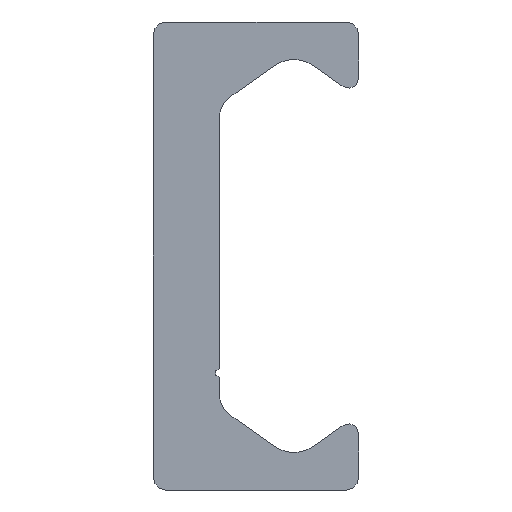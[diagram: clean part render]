
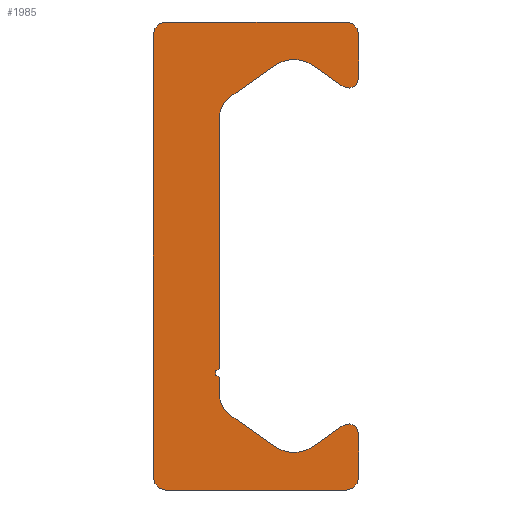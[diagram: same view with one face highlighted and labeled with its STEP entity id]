
A CAD part, left-side view. The second image highlights one B-rep face of the part: STEP entity #1985.
In plain terms, the highlighted planar face has unit normal (-1, 0, 0).
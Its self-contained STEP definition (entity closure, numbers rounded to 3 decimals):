
#1172=CARTESIAN_POINT('',(0.0,5.4,-14.));
#1173=VERTEX_POINT('',#1172);
#1180=CARTESIAN_POINT('',(0.0,6.15,-13.25));
#1181=VERTEX_POINT('',#1180);
#1182=CARTESIAN_POINT('',(0.0,5.4,-13.25));
#1183=DIRECTION('',(1.0,0.0,0.0));
#1184=DIRECTION('',(0.0,0.0,-1.0));
#1185=AXIS2_PLACEMENT_3D('',#1182,#1183,#1184);
#1186=CIRCLE('',#1185,0.75);
#1187=EDGE_CURVE('',#1173,#1181,#1186,.T.);
#1211=CARTESIAN_POINT('',(0.0,-5.4,-14.));
#1212=VERTEX_POINT('',#1211);
#1219=CARTESIAN_POINT('',(0.0,-5.4,-14.));
#1220=DIRECTION('',(0.0,1.0,0.0));
#1221=VECTOR('',#1220,10.8);
#1222=LINE('',#1219,#1221);
#1223=EDGE_CURVE('',#1212,#1173,#1222,.T.);
#1243=CARTESIAN_POINT('',(0.0,-6.15,-13.25));
#1244=VERTEX_POINT('',#1243);
#1251=CARTESIAN_POINT('',(0.0,-5.4,-13.25));
#1252=DIRECTION('',(1.0,0.0,0.0));
#1253=DIRECTION('',(0.0,-1.0,0.0));
#1254=AXIS2_PLACEMENT_3D('',#1251,#1252,#1253);
#1255=CIRCLE('',#1254,0.75);
#1256=EDGE_CURVE('',#1244,#1212,#1255,.T.);
#1275=CARTESIAN_POINT('',(0.0,-6.15,-10.63));
#1276=VERTEX_POINT('',#1275);
#1283=CARTESIAN_POINT('',(0.0,-6.15,-10.63));
#1284=DIRECTION('',(0.0,0.0,-1.0));
#1285=VECTOR('',#1284,2.62);
#1286=LINE('',#1283,#1285);
#1287=EDGE_CURVE('',#1276,#1244,#1286,.T.);
#1307=CARTESIAN_POINT('',(0.0,-5.206,-10.139));
#1308=VERTEX_POINT('',#1307);
#1315=CARTESIAN_POINT('',(0.0,-5.55,-10.63));
#1316=DIRECTION('',(1.0,0.0,0.0));
#1317=DIRECTION('',(0.0,0.574,0.819));
#1318=AXIS2_PLACEMENT_3D('',#1315,#1316,#1317);
#1319=CIRCLE('',#1318,0.6);
#1320=EDGE_CURVE('',#1308,#1276,#1319,.T.);
#1339=CARTESIAN_POINT('',(0.0,-3.417,-11.391));
#1340=VERTEX_POINT('',#1339);
#1347=CARTESIAN_POINT('',(0.0,-3.417,-11.391));
#1348=DIRECTION('',(0.0,-0.819,0.574));
#1349=VECTOR('',#1348,2.184);
#1350=LINE('',#1347,#1349);
#1351=EDGE_CURVE('',#1340,#1308,#1350,.T.);
#1371=CARTESIAN_POINT('',(0.0,-1.123,-11.391));
#1372=VERTEX_POINT('',#1371);
#1379=CARTESIAN_POINT('',(0.0,-2.27,-9.753));
#1380=DIRECTION('',(-1.0,0.0,0.0));
#1381=DIRECTION('',(0.0,0.574,0.819));
#1382=AXIS2_PLACEMENT_3D('',#1379,#1380,#1381);
#1383=CIRCLE('',#1382,2.0);
#1384=EDGE_CURVE('',#1372,#1340,#1383,.T.);
#1403=CARTESIAN_POINT('',(0.0,1.56,-9.512));
#1404=VERTEX_POINT('',#1403);
#1411=CARTESIAN_POINT('',(0.0,1.56,-9.512));
#1412=DIRECTION('',(0.0,-0.819,-0.574));
#1413=VECTOR('',#1412,3.276);
#1414=LINE('',#1411,#1413);
#1415=EDGE_CURVE('',#1404,#1372,#1414,.T.);
#1435=CARTESIAN_POINT('',(0.0,2.2,-8.283));
#1436=VERTEX_POINT('',#1435);
#1443=CARTESIAN_POINT('',(0.0,0.7,-8.283));
#1444=DIRECTION('',(-1.0,0.0,0.0));
#1445=DIRECTION('',(0.0,-0.574,0.819));
#1446=AXIS2_PLACEMENT_3D('',#1443,#1444,#1445);
#1447=CIRCLE('',#1446,1.5);
#1448=EDGE_CURVE('',#1436,#1404,#1447,.T.);
#1467=CARTESIAN_POINT('',(0.0,2.2,-7.25));
#1468=VERTEX_POINT('',#1467);
#1475=CARTESIAN_POINT('',(0.0,2.2,-7.25));
#1476=DIRECTION('',(0.0,0.0,-1.0));
#1477=VECTOR('',#1476,1.033);
#1478=LINE('',#1475,#1477);
#1479=EDGE_CURVE('',#1468,#1436,#1478,.T.);
#1499=CARTESIAN_POINT('',(0.0,2.2,-6.75));
#1500=VERTEX_POINT('',#1499);
#1507=CARTESIAN_POINT('',(0.0,2.2,-7.));
#1508=DIRECTION('',(-1.0,0.0,0.0));
#1509=DIRECTION('',(0.0,0.0,1.0));
#1510=AXIS2_PLACEMENT_3D('',#1507,#1508,#1509);
#1511=CIRCLE('',#1510,0.25);
#1512=EDGE_CURVE('',#1500,#1468,#1511,.T.);
#1531=CARTESIAN_POINT('',(0.0,2.2,8.283));
#1532=VERTEX_POINT('',#1531);
#1539=CARTESIAN_POINT('',(0.0,2.2,8.283));
#1540=DIRECTION('',(0.0,0.0,-1.0));
#1541=VECTOR('',#1540,15.033);
#1542=LINE('',#1539,#1541);
#1543=EDGE_CURVE('',#1532,#1500,#1542,.T.);
#1611=CARTESIAN_POINT('',(0.0,1.56,9.512));
#1612=VERTEX_POINT('',#1611);
#1619=CARTESIAN_POINT('',(0.0,0.7,8.283));
#1620=DIRECTION('',(-1.0,0.0,0.0));
#1621=DIRECTION('',(0.0,-1.0,0.0));
#1622=AXIS2_PLACEMENT_3D('',#1619,#1620,#1621);
#1623=CIRCLE('',#1622,1.5);
#1624=EDGE_CURVE('',#1612,#1532,#1623,.T.);
#1643=CARTESIAN_POINT('',(0.0,-1.123,11.391));
#1644=VERTEX_POINT('',#1643);
#1651=CARTESIAN_POINT('',(0.0,-1.123,11.391));
#1652=DIRECTION('',(0.0,0.819,-0.574));
#1653=VECTOR('',#1652,3.276);
#1654=LINE('',#1651,#1653);
#1655=EDGE_CURVE('',#1644,#1612,#1654,.T.);
#1675=CARTESIAN_POINT('',(0.0,-3.417,11.391));
#1676=VERTEX_POINT('',#1675);
#1683=CARTESIAN_POINT('',(0.0,-2.27,9.753));
#1684=DIRECTION('',(-1.0,0.0,0.0));
#1685=DIRECTION('',(0.0,-0.574,-0.819));
#1686=AXIS2_PLACEMENT_3D('',#1683,#1684,#1685);
#1687=CIRCLE('',#1686,2.0);
#1688=EDGE_CURVE('',#1676,#1644,#1687,.T.);
#1707=CARTESIAN_POINT('',(0.0,-5.206,10.139));
#1708=VERTEX_POINT('',#1707);
#1715=CARTESIAN_POINT('',(0.0,-5.206,10.139));
#1716=DIRECTION('',(0.0,0.819,0.574));
#1717=VECTOR('',#1716,2.184);
#1718=LINE('',#1715,#1717);
#1719=EDGE_CURVE('',#1708,#1676,#1718,.T.);
#1739=CARTESIAN_POINT('',(0.0,-6.15,10.63));
#1740=VERTEX_POINT('',#1739);
#1747=CARTESIAN_POINT('',(0.0,-5.55,10.63));
#1748=DIRECTION('',(1.0,0.0,0.0));
#1749=DIRECTION('',(0.0,-1.0,0.0));
#1750=AXIS2_PLACEMENT_3D('',#1747,#1748,#1749);
#1751=CIRCLE('',#1750,0.6);
#1752=EDGE_CURVE('',#1740,#1708,#1751,.T.);
#1771=CARTESIAN_POINT('',(0.0,-6.15,13.25));
#1772=VERTEX_POINT('',#1771);
#1779=CARTESIAN_POINT('',(0.0,-6.15,13.25));
#1780=DIRECTION('',(0.0,0.0,-1.0));
#1781=VECTOR('',#1780,2.62);
#1782=LINE('',#1779,#1781);
#1783=EDGE_CURVE('',#1772,#1740,#1782,.T.);
#1803=CARTESIAN_POINT('',(0.0,-5.4,14.));
#1804=VERTEX_POINT('',#1803);
#1811=CARTESIAN_POINT('',(0.0,-5.4,13.25));
#1812=DIRECTION('',(1.0,0.0,0.0));
#1813=DIRECTION('',(0.0,0.0,1.0));
#1814=AXIS2_PLACEMENT_3D('',#1811,#1812,#1813);
#1815=CIRCLE('',#1814,0.75);
#1816=EDGE_CURVE('',#1804,#1772,#1815,.T.);
#1835=CARTESIAN_POINT('',(0.0,5.4,14.));
#1836=VERTEX_POINT('',#1835);
#1843=CARTESIAN_POINT('',(0.0,5.4,14.));
#1844=DIRECTION('',(0.0,-1.0,0.0));
#1845=VECTOR('',#1844,10.8);
#1846=LINE('',#1843,#1845);
#1847=EDGE_CURVE('',#1836,#1804,#1846,.T.);
#1867=CARTESIAN_POINT('',(0.0,6.15,13.25));
#1868=VERTEX_POINT('',#1867);
#1875=CARTESIAN_POINT('',(0.0,5.4,13.25));
#1876=DIRECTION('',(1.0,0.0,0.0));
#1877=DIRECTION('',(0.0,1.0,0.0));
#1878=AXIS2_PLACEMENT_3D('',#1875,#1876,#1877);
#1879=CIRCLE('',#1878,0.75);
#1880=EDGE_CURVE('',#1868,#1836,#1879,.T.);
#1898=CARTESIAN_POINT('',(0.0,6.15,-13.25));
#1899=DIRECTION('',(0.0,0.0,1.0));
#1900=VECTOR('',#1899,26.5);
#1901=LINE('',#1898,#1900);
#1902=EDGE_CURVE('',#1181,#1868,#1901,.T.);
#1956=CARTESIAN_POINT('',(0.0,1.352,-0.021));
#1957=DIRECTION('',(1.0,0.0,0.0));
#1958=DIRECTION('',(0.0,0.0,-1.0));
#1959=AXIS2_PLACEMENT_3D('',#1956,#1957,#1958);
#1960=PLANE('',#1959);
#1961=ORIENTED_EDGE('',*,*,#1902,.F.);
#1962=ORIENTED_EDGE('',*,*,#1187,.F.);
#1963=ORIENTED_EDGE('',*,*,#1223,.F.);
#1964=ORIENTED_EDGE('',*,*,#1256,.F.);
#1965=ORIENTED_EDGE('',*,*,#1287,.F.);
#1966=ORIENTED_EDGE('',*,*,#1320,.F.);
#1967=ORIENTED_EDGE('',*,*,#1351,.F.);
#1968=ORIENTED_EDGE('',*,*,#1384,.F.);
#1969=ORIENTED_EDGE('',*,*,#1415,.F.);
#1970=ORIENTED_EDGE('',*,*,#1448,.F.);
#1971=ORIENTED_EDGE('',*,*,#1479,.F.);
#1972=ORIENTED_EDGE('',*,*,#1512,.F.);
#1973=ORIENTED_EDGE('',*,*,#1543,.F.);
#1974=ORIENTED_EDGE('',*,*,#1624,.F.);
#1975=ORIENTED_EDGE('',*,*,#1655,.F.);
#1976=ORIENTED_EDGE('',*,*,#1688,.F.);
#1977=ORIENTED_EDGE('',*,*,#1719,.F.);
#1978=ORIENTED_EDGE('',*,*,#1752,.F.);
#1979=ORIENTED_EDGE('',*,*,#1783,.F.);
#1980=ORIENTED_EDGE('',*,*,#1816,.F.);
#1981=ORIENTED_EDGE('',*,*,#1847,.F.);
#1982=ORIENTED_EDGE('',*,*,#1880,.F.);
#1983=EDGE_LOOP('',(#1961,#1962,#1963,#1964,#1965,#1966,#1967,#1968,#1969,#1970,#1971,#1972,#1973,#1974,#1975,#1976,#1977,#1978,#1979,#1980,#1981,#1982));
#1984=FACE_OUTER_BOUND('',#1983,.T.);
#1985=ADVANCED_FACE('',(#1984),#1960,.F.);
